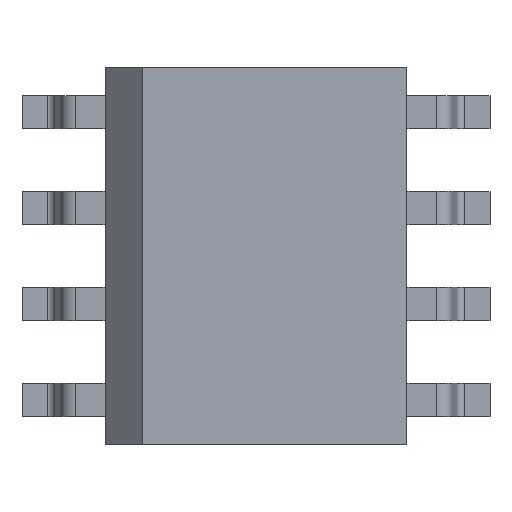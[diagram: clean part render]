
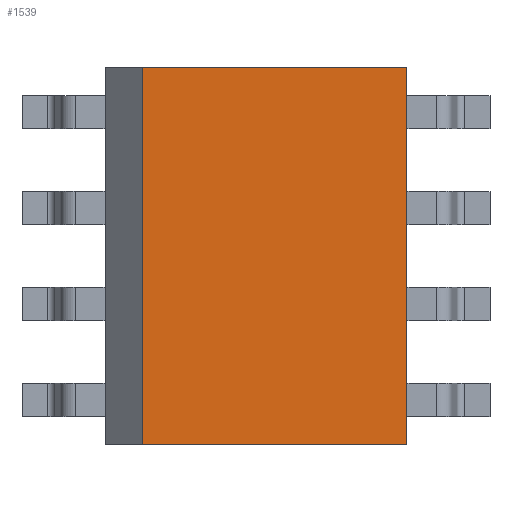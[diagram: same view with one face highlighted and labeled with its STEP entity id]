
A CAD part, top view. The second image highlights one B-rep face of the part: STEP entity #1539.
In plain terms, the highlighted planar face has unit normal (0, 0, 1).
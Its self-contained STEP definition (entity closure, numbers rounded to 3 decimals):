
#383 = VERTEX_POINT('',#384);
#384 = CARTESIAN_POINT('',(-1.5,2.475,1.75));
#390 = EDGE_CURVE('',#391,#383,#393,.T.);
#391 = VERTEX_POINT('',#392);
#392 = CARTESIAN_POINT('',(2.,2.475,1.75));
#393 = LINE('',#394,#395);
#394 = CARTESIAN_POINT('',(2.,2.475,1.75));
#395 = VECTOR('',#396,1.);
#396 = DIRECTION('',(-1.,0.,0.));
#413 = EDGE_CURVE('',#414,#416,#418,.T.);
#414 = VERTEX_POINT('',#415);
#415 = CARTESIAN_POINT('',(-1.5,-2.525,1.75));
#416 = VERTEX_POINT('',#417);
#417 = CARTESIAN_POINT('',(2.,-2.525,1.75));
#418 = LINE('',#419,#420);
#419 = CARTESIAN_POINT('',(2.,-2.525,1.75));
#420 = VECTOR('',#421,1.);
#421 = DIRECTION('',(1.,0.,0.));
#447 = EDGE_CURVE('',#416,#391,#448,.T.);
#448 = LINE('',#449,#450);
#449 = CARTESIAN_POINT('',(2.,2.475,1.75));
#450 = VECTOR('',#451,1.);
#451 = DIRECTION('',(0.,1.,0.));
#601 = EDGE_CURVE('',#383,#414,#602,.T.);
#602 = LINE('',#603,#604);
#603 = CARTESIAN_POINT('',(-1.5,-2.525,1.75));
#604 = VECTOR('',#605,1.);
#605 = DIRECTION('',(0.,-1.,0.));
#1539 = ADVANCED_FACE('',(#1540),#1546,.F.);
#1540 = FACE_BOUND('',#1541,.T.);
#1541 = EDGE_LOOP('',(#1542,#1543,#1544,#1545));
#1542 = ORIENTED_EDGE('',*,*,#390,.T.);
#1543 = ORIENTED_EDGE('',*,*,#601,.T.);
#1544 = ORIENTED_EDGE('',*,*,#413,.T.);
#1545 = ORIENTED_EDGE('',*,*,#447,.T.);
#1546 = PLANE('',#1547);
#1547 = AXIS2_PLACEMENT_3D('',#1548,#1549,#1550);
#1548 = CARTESIAN_POINT('',(-2.,-2.525,1.75));
#1549 = DIRECTION('',(0.,0.,-1.));
#1550 = DIRECTION('',(0.,-1.,0.));
